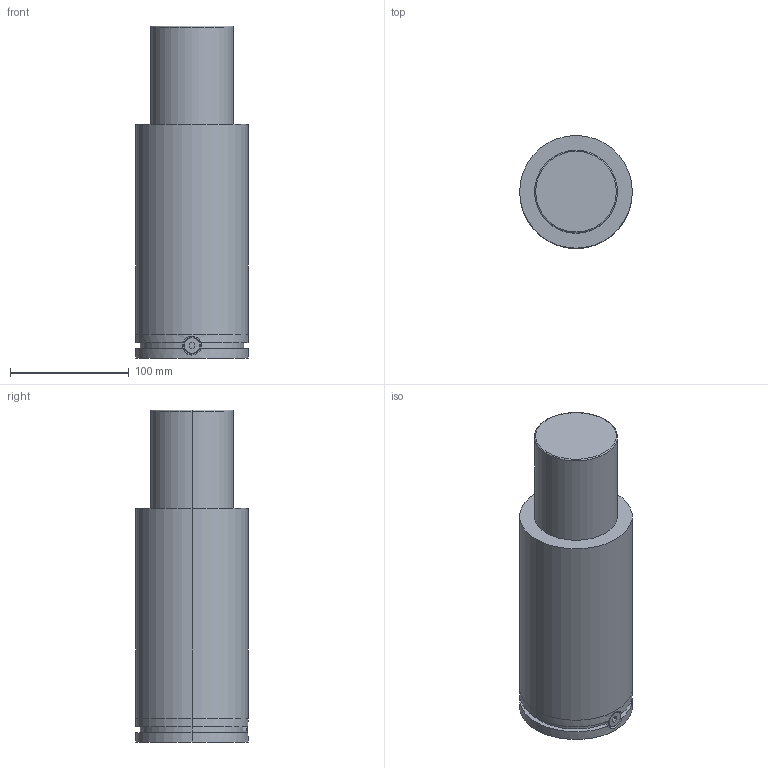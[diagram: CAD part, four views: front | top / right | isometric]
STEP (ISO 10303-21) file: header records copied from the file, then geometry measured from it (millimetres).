
FILE_DESCRIPTION (( 'STEP AP203' ), '1' );
FILE_NAME ('OL 07500_080 K.step', '2018-11-28T21:41:12', ( '' ), ( '' ), 'SwSTEP 2.0', 'SolidWorks 2016', '' );
FILE_SCHEMA (( 'CONFIG_CONTROL_DESIGN' ));
Length unit declared in the file: millimetre
Products named in the file (1): OL 07500_080 K
Bounding box: 95 x 95 x 280 mm (x, y, z)
Volume: 1707056.4 mm3; surface area: 95224 mm2
Topology: 1 solids, 1 shells, 87 faces, 206 edges, 126 vertices
Faces by surface type: plane 38, cylinder 29, cone 18, torus 2
Entity records: 2585 total; most frequent: CARTESIAN_POINT 494, DIRECTION 438, ORIENTED_EDGE 396, EDGE_CURVE 198, AXIS2_PLACEMENT_3D 158, VERTEX_POINT 126, LINE 122, VECTOR 122
